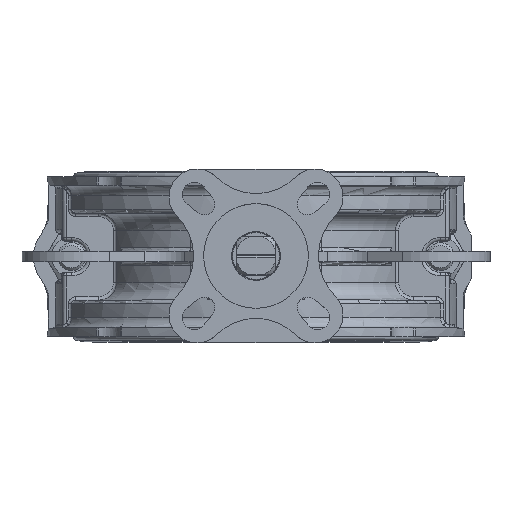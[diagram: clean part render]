
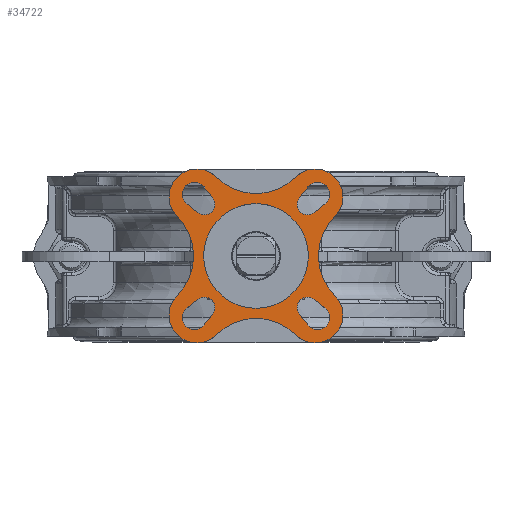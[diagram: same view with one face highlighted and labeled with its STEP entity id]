
A CAD part, top view. The second image highlights one B-rep face of the part: STEP entity #34722.
In plain terms, the highlighted planar face has unit normal (0, 0, 1).
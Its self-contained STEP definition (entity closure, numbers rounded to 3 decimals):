
#34464=CARTESIAN_POINT('',(15.05,0.0,134.5));
#34465=VERTEX_POINT('',#34464);
#34466=CARTESIAN_POINT('',(0.0,0.0,134.5));
#34467=DIRECTION('',(0.0,0.0,-1.0));
#34468=DIRECTION('',(1.0,0.0,0.0));
#34469=AXIS2_PLACEMENT_3D('',#34466,#34467,#34468);
#34470=CIRCLE('',#34469,15.05);
#34471=EDGE_CURVE('',#34465,#34465,#34470,.T.);
#34496=CARTESIAN_POINT('',(-35.0,0.0,134.5));
#34497=DIRECTION('',(0.0,0.0,-1.0));
#34498=DIRECTION('',(-1.0,0.0,0.0));
#34499=AXIS2_PLACEMENT_3D('',#34496,#34497,#34498);
#34500=PLANE('',#34499);
#34501=CARTESIAN_POINT('',(22.647,11.333,134.5));
#34502=VERTEX_POINT('',#34501);
#34503=CARTESIAN_POINT('',(22.647,-11.333,134.5));
#34504=VERTEX_POINT('',#34503);
#34505=CARTESIAN_POINT('',(33.941,0.0,134.5));
#34506=DIRECTION('',(0.0,0.0,1.0));
#34507=DIRECTION('',(-0.706,0.708,0.0));
#34508=AXIS2_PLACEMENT_3D('',#34505,#34506,#34507);
#34509=CIRCLE('',#34508,16.0);
#34510=EDGE_CURVE('',#34502,#34504,#34509,.T.);
#34511=ORIENTED_EDGE('',*,*,#34510,.F.);
#34512=CARTESIAN_POINT('',(11.333,22.647,134.5));
#34513=VERTEX_POINT('',#34512);
#34514=CARTESIAN_POINT('',(17.0,17.0,134.5));
#34515=DIRECTION('',(0.0,0.0,-1.0));
#34516=DIRECTION('',(0.707,0.707,0.0));
#34517=AXIS2_PLACEMENT_3D('',#34514,#34515,#34516);
#34518=CIRCLE('',#34517,8.);
#34519=EDGE_CURVE('',#34513,#34502,#34518,.T.);
#34520=ORIENTED_EDGE('',*,*,#34519,.F.);
#34521=CARTESIAN_POINT('',(-11.333,22.647,134.5));
#34522=VERTEX_POINT('',#34521);
#34523=CARTESIAN_POINT('',(0.0,33.941,134.5));
#34524=DIRECTION('',(0.0,0.0,1.0));
#34525=DIRECTION('',(-0.708,-0.706,0.0));
#34526=AXIS2_PLACEMENT_3D('',#34523,#34524,#34525);
#34527=CIRCLE('',#34526,16.0);
#34528=EDGE_CURVE('',#34522,#34513,#34527,.T.);
#34529=ORIENTED_EDGE('',*,*,#34528,.F.);
#34530=CARTESIAN_POINT('',(-22.647,11.333,134.5));
#34531=VERTEX_POINT('',#34530);
#34532=CARTESIAN_POINT('',(-17.0,17.0,134.5));
#34533=DIRECTION('',(0.0,0.0,-1.0));
#34534=DIRECTION('',(-0.707,0.707,0.0));
#34535=AXIS2_PLACEMENT_3D('',#34532,#34533,#34534);
#34536=CIRCLE('',#34535,8.);
#34537=EDGE_CURVE('',#34531,#34522,#34536,.T.);
#34538=ORIENTED_EDGE('',*,*,#34537,.F.);
#34539=CARTESIAN_POINT('',(-22.647,-11.333,134.5));
#34540=VERTEX_POINT('',#34539);
#34541=CARTESIAN_POINT('',(-33.941,0.0,134.5));
#34542=DIRECTION('',(0.0,0.0,1.0));
#34543=DIRECTION('',(0.706,-0.708,0.0));
#34544=AXIS2_PLACEMENT_3D('',#34541,#34542,#34543);
#34545=CIRCLE('',#34544,16.0);
#34546=EDGE_CURVE('',#34540,#34531,#34545,.T.);
#34547=ORIENTED_EDGE('',*,*,#34546,.F.);
#34548=CARTESIAN_POINT('',(-11.333,-22.647,134.5));
#34549=VERTEX_POINT('',#34548);
#34550=CARTESIAN_POINT('',(-17.0,-17.0,134.5));
#34551=DIRECTION('',(0.0,0.0,-1.0));
#34552=DIRECTION('',(-0.707,-0.707,0.0));
#34553=AXIS2_PLACEMENT_3D('',#34550,#34551,#34552);
#34554=CIRCLE('',#34553,8.);
#34555=EDGE_CURVE('',#34549,#34540,#34554,.T.);
#34556=ORIENTED_EDGE('',*,*,#34555,.F.);
#34557=CARTESIAN_POINT('',(11.333,-22.647,134.5));
#34558=VERTEX_POINT('',#34557);
#34559=CARTESIAN_POINT('',(0.0,-33.941,134.5));
#34560=DIRECTION('',(0.0,0.0,1.0));
#34561=DIRECTION('',(0.708,0.706,0.0));
#34562=AXIS2_PLACEMENT_3D('',#34559,#34560,#34561);
#34563=CIRCLE('',#34562,16.);
#34564=EDGE_CURVE('',#34558,#34549,#34563,.T.);
#34565=ORIENTED_EDGE('',*,*,#34564,.F.);
#34566=CARTESIAN_POINT('',(17.0,-17.0,134.5));
#34567=DIRECTION('',(0.0,0.0,-1.0));
#34568=DIRECTION('',(0.707,-0.707,0.0));
#34569=AXIS2_PLACEMENT_3D('',#34566,#34567,#34568);
#34570=CIRCLE('',#34569,8.);
#34571=EDGE_CURVE('',#34504,#34558,#34570,.T.);
#34572=ORIENTED_EDGE('',*,*,#34571,.F.);
#34573=EDGE_LOOP('',(#34511,#34520,#34529,#34538,#34547,#34556,#34565,#34572));
#34574=FACE_OUTER_BOUND('',#34573,.T.);
#34575=ORIENTED_EDGE('',*,*,#34471,.T.);
#34576=EDGE_LOOP('',(#34575));
#34577=FACE_BOUND('',#34576,.T.);
#34578=CARTESIAN_POINT('',(-14.913,-19.824,134.5));
#34579=VERTEX_POINT('',#34578);
#34580=CARTESIAN_POINT('',(-12.479,-16.689,134.5));
#34581=VERTEX_POINT('',#34580);
#34582=CARTESIAN_POINT('',(-14.913,-19.824,134.5));
#34583=DIRECTION('',(0.613,0.79,0.0));
#34584=VECTOR('',#34583,3.969);
#34585=LINE('',#34582,#34584);
#34586=EDGE_CURVE('',#34579,#34581,#34585,.T.);
#34587=ORIENTED_EDGE('',*,*,#34586,.F.);
#34588=CARTESIAN_POINT('',(-19.824,-14.913,134.5));
#34589=VERTEX_POINT('',#34588);
#34590=CARTESIAN_POINT('',(-17.678,-17.678,134.5));
#34591=DIRECTION('',(0.0,0.0,1.0));
#34592=DIRECTION('',(-0.613,0.79,0.0));
#34593=AXIS2_PLACEMENT_3D('',#34590,#34591,#34592);
#34594=CIRCLE('',#34593,3.5);
#34595=EDGE_CURVE('',#34589,#34579,#34594,.T.);
#34596=ORIENTED_EDGE('',*,*,#34595,.F.);
#34597=CARTESIAN_POINT('',(-16.689,-12.479,134.5));
#34598=VERTEX_POINT('',#34597);
#34599=CARTESIAN_POINT('',(-16.689,-12.479,134.5));
#34600=DIRECTION('',(-0.79,-0.613,0.0));
#34601=VECTOR('',#34600,3.969);
#34602=LINE('',#34599,#34601);
#34603=EDGE_CURVE('',#34598,#34589,#34602,.T.);
#34604=ORIENTED_EDGE('',*,*,#34603,.F.);
#34605=CARTESIAN_POINT('',(-14.849,-14.849,134.5));
#34606=DIRECTION('',(0.0,0.0,1.0));
#34607=DIRECTION('',(0.79,-0.613,0.0));
#34608=AXIS2_PLACEMENT_3D('',#34605,#34606,#34607);
#34609=CIRCLE('',#34608,3.0);
#34610=EDGE_CURVE('',#34581,#34598,#34609,.T.);
#34611=ORIENTED_EDGE('',*,*,#34610,.F.);
#34612=EDGE_LOOP('',(#34587,#34596,#34604,#34611));
#34613=FACE_BOUND('',#34612,.T.);
#34614=CARTESIAN_POINT('',(14.913,19.824,134.5));
#34615=VERTEX_POINT('',#34614);
#34616=CARTESIAN_POINT('',(12.479,16.689,134.5));
#34617=VERTEX_POINT('',#34616);
#34618=CARTESIAN_POINT('',(14.913,19.824,134.5));
#34619=DIRECTION('',(-0.613,-0.79,0.0));
#34620=VECTOR('',#34619,3.969);
#34621=LINE('',#34618,#34620);
#34622=EDGE_CURVE('',#34615,#34617,#34621,.T.);
#34623=ORIENTED_EDGE('',*,*,#34622,.F.);
#34624=CARTESIAN_POINT('',(19.824,14.913,134.5));
#34625=VERTEX_POINT('',#34624);
#34626=CARTESIAN_POINT('',(17.678,17.678,134.5));
#34627=DIRECTION('',(0.0,0.0,1.0));
#34628=DIRECTION('',(0.613,-0.79,0.0));
#34629=AXIS2_PLACEMENT_3D('',#34626,#34627,#34628);
#34630=CIRCLE('',#34629,3.5);
#34631=EDGE_CURVE('',#34625,#34615,#34630,.T.);
#34632=ORIENTED_EDGE('',*,*,#34631,.F.);
#34633=CARTESIAN_POINT('',(16.689,12.479,134.5));
#34634=VERTEX_POINT('',#34633);
#34635=CARTESIAN_POINT('',(16.689,12.479,134.5));
#34636=DIRECTION('',(0.79,0.613,0.0));
#34637=VECTOR('',#34636,3.969);
#34638=LINE('',#34635,#34637);
#34639=EDGE_CURVE('',#34634,#34625,#34638,.T.);
#34640=ORIENTED_EDGE('',*,*,#34639,.F.);
#34641=CARTESIAN_POINT('',(14.849,14.849,134.5));
#34642=DIRECTION('',(0.0,0.0,1.0));
#34643=DIRECTION('',(-0.79,0.613,0.0));
#34644=AXIS2_PLACEMENT_3D('',#34641,#34642,#34643);
#34645=CIRCLE('',#34644,3.0);
#34646=EDGE_CURVE('',#34617,#34634,#34645,.T.);
#34647=ORIENTED_EDGE('',*,*,#34646,.F.);
#34648=EDGE_LOOP('',(#34623,#34632,#34640,#34647));
#34649=FACE_BOUND('',#34648,.T.);
#34650=CARTESIAN_POINT('',(19.824,-14.913,134.5));
#34651=VERTEX_POINT('',#34650);
#34652=CARTESIAN_POINT('',(16.689,-12.479,134.5));
#34653=VERTEX_POINT('',#34652);
#34654=CARTESIAN_POINT('',(19.824,-14.913,134.5));
#34655=DIRECTION('',(-0.79,0.613,0.0));
#34656=VECTOR('',#34655,3.969);
#34657=LINE('',#34654,#34656);
#34658=EDGE_CURVE('',#34651,#34653,#34657,.T.);
#34659=ORIENTED_EDGE('',*,*,#34658,.F.);
#34660=CARTESIAN_POINT('',(14.913,-19.824,134.5));
#34661=VERTEX_POINT('',#34660);
#34662=CARTESIAN_POINT('',(17.678,-17.678,134.5));
#34663=DIRECTION('',(0.0,0.0,1.0));
#34664=DIRECTION('',(-0.79,-0.613,0.0));
#34665=AXIS2_PLACEMENT_3D('',#34662,#34663,#34664);
#34666=CIRCLE('',#34665,3.5);
#34667=EDGE_CURVE('',#34661,#34651,#34666,.T.);
#34668=ORIENTED_EDGE('',*,*,#34667,.F.);
#34669=CARTESIAN_POINT('',(12.479,-16.689,134.5));
#34670=VERTEX_POINT('',#34669);
#34671=CARTESIAN_POINT('',(12.479,-16.689,134.5));
#34672=DIRECTION('',(0.613,-0.79,0.0));
#34673=VECTOR('',#34672,3.969);
#34674=LINE('',#34671,#34673);
#34675=EDGE_CURVE('',#34670,#34661,#34674,.T.);
#34676=ORIENTED_EDGE('',*,*,#34675,.F.);
#34677=CARTESIAN_POINT('',(14.849,-14.849,134.5));
#34678=DIRECTION('',(0.0,0.0,1.0));
#34679=DIRECTION('',(0.613,0.79,0.0));
#34680=AXIS2_PLACEMENT_3D('',#34677,#34678,#34679);
#34681=CIRCLE('',#34680,3.0);
#34682=EDGE_CURVE('',#34653,#34670,#34681,.T.);
#34683=ORIENTED_EDGE('',*,*,#34682,.F.);
#34684=EDGE_LOOP('',(#34659,#34668,#34676,#34683));
#34685=FACE_BOUND('',#34684,.T.);
#34686=CARTESIAN_POINT('',(-16.689,12.479,134.5));
#34687=VERTEX_POINT('',#34686);
#34688=CARTESIAN_POINT('',(-12.479,16.689,134.5));
#34689=VERTEX_POINT('',#34688);
#34690=CARTESIAN_POINT('',(-14.849,14.849,134.5));
#34691=DIRECTION('',(0.0,0.0,1.0));
#34692=DIRECTION('',(0.613,0.79,0.0));
#34693=AXIS2_PLACEMENT_3D('',#34690,#34691,#34692);
#34694=CIRCLE('',#34693,3.);
#34695=EDGE_CURVE('',#34687,#34689,#34694,.T.);
#34696=ORIENTED_EDGE('',*,*,#34695,.F.);
#34697=CARTESIAN_POINT('',(-19.824,14.913,134.5));
#34698=VERTEX_POINT('',#34697);
#34699=CARTESIAN_POINT('',(-19.824,14.913,134.5));
#34700=DIRECTION('',(0.79,-0.613,0.0));
#34701=VECTOR('',#34700,3.969);
#34702=LINE('',#34699,#34701);
#34703=EDGE_CURVE('',#34698,#34687,#34702,.T.);
#34704=ORIENTED_EDGE('',*,*,#34703,.F.);
#34705=CARTESIAN_POINT('',(-14.913,19.824,134.5));
#34706=VERTEX_POINT('',#34705);
#34707=CARTESIAN_POINT('',(-17.678,17.678,134.5));
#34708=DIRECTION('',(0.0,0.0,1.0));
#34709=DIRECTION('',(-0.79,-0.613,0.0));
#34710=AXIS2_PLACEMENT_3D('',#34707,#34708,#34709);
#34711=CIRCLE('',#34710,3.5);
#34712=EDGE_CURVE('',#34706,#34698,#34711,.T.);
#34713=ORIENTED_EDGE('',*,*,#34712,.F.);
#34714=CARTESIAN_POINT('',(-12.479,16.689,134.5));
#34715=DIRECTION('',(-0.613,0.79,0.0));
#34716=VECTOR('',#34715,3.969);
#34717=LINE('',#34714,#34716);
#34718=EDGE_CURVE('',#34689,#34706,#34717,.T.);
#34719=ORIENTED_EDGE('',*,*,#34718,.F.);
#34720=EDGE_LOOP('',(#34696,#34704,#34713,#34719));
#34721=FACE_BOUND('',#34720,.T.);
#34722=ADVANCED_FACE('',(#34574,#34577,#34613,#34649,#34685,#34721),#34500,.F.);
